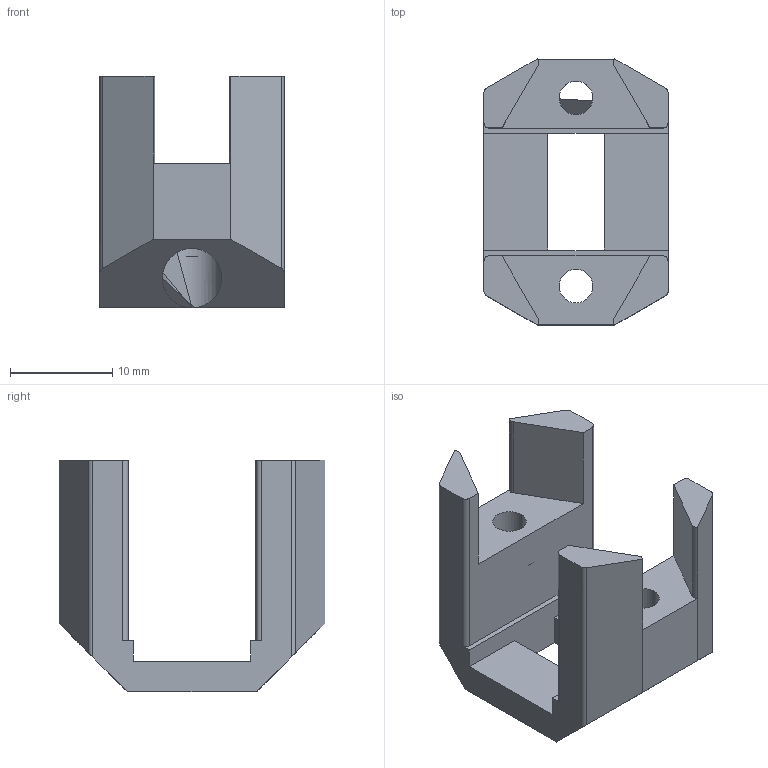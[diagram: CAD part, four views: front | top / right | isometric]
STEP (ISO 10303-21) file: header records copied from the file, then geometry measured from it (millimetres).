
FILE_DESCRIPTION(('FreeCAD Model'),'2;1');
FILE_NAME( 'Y-Belt-Holder-B.step' ,'2022-02-28T11:07:49',('Author'),(''), 'Open CASCADE STEP processor 7.3','FreeCAD','Unknown');
FILE_SCHEMA(('AUTOMOTIVE_DESIGN { 1 0 10303 214 1 1 1 1 }'));
Length unit declared in the file: millimetre
Products named in the file (1): Y-Belt-Holder-B
Bounding box: 18 x 26 x 22.65 mm (x, y, z)
Volume: 3119.7 mm3; surface area: 2886.2 mm2
Topology: 1 solids, 1 shells, 77 faces, 221 edges, 139 vertices
Faces by surface type: plane 55, cylinder 22
Entity records: 5665 total; most frequent: CARTESIAN_POINT 1274, DIRECTION 822, LINE 528, VECTOR 528, ORIENTED_EDGE 440, PCURVE 440, DEFINITIONAL_REPRESENTATION 440, EDGE_CURVE 220
